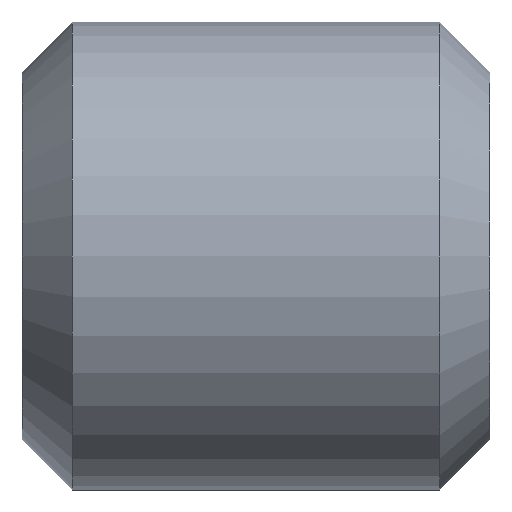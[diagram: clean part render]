
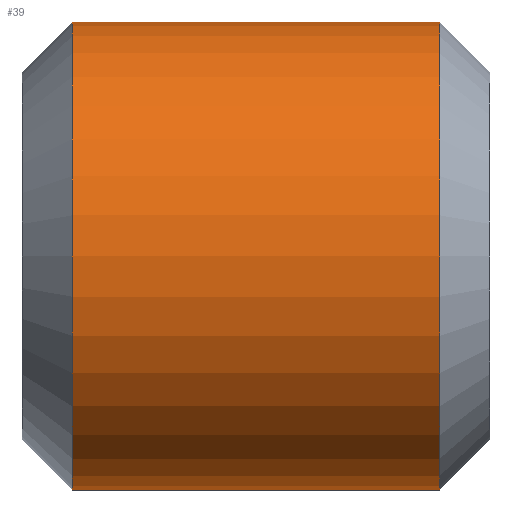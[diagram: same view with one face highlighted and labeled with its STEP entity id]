
A CAD part, front view. The second image highlights one B-rep face of the part: STEP entity #39.
In plain terms, the highlighted cylindrical face has radius 2 mm (diameter 4 mm), a full revolution.
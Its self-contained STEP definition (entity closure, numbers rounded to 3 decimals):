
#39 = ADVANCED_FACE( '', ( #84, #85 ), #86, .T. );
#84 = FACE_OUTER_BOUND( '', #136, .T. );
#85 = FACE_OUTER_BOUND( '', #137, .T. );
#86 = CYLINDRICAL_SURFACE( '', #138, 2. );
#136 = EDGE_LOOP( '', ( #184 ) );
#137 = EDGE_LOOP( '', ( #185 ) );
#138 = AXIS2_PLACEMENT_3D( '', #186, #187, #188 );
#184 = ORIENTED_EDGE( '', *, *, #280, .F. );
#185 = ORIENTED_EDGE( '', *, *, #281, .T. );
#186 = CARTESIAN_POINT( '', ( 5000., 0., 0. ) );
#187 = DIRECTION( '', ( -1., 0., 0. ) );
#188 = DIRECTION( '', ( 0., 0., -1. ) );
#280 = EDGE_CURVE( '', #319, #319, #320, .T. );
#281 = EDGE_CURVE( '', #321, #321, #322, .T. );
#319 = VERTEX_POINT( '', #372 );
#320 = CIRCLE( '', #373, 2. );
#321 = VERTEX_POINT( '', #374 );
#322 = CIRCLE( '', #375, 2. );
#372 = CARTESIAN_POINT( '', ( 3.571, 0., -2. ) );
#373 = AXIS2_PLACEMENT_3D( '', #443, #444, #445 );
#374 = CARTESIAN_POINT( '', ( 0.43, 0., -2. ) );
#375 = AXIS2_PLACEMENT_3D( '', #446, #447, #448 );
#443 = CARTESIAN_POINT( '', ( 3.571, 0., 0. ) );
#444 = DIRECTION( '', ( 1., 0., 0. ) );
#445 = DIRECTION( '', ( 0., 0., -1. ) );
#446 = CARTESIAN_POINT( '', ( 0.43, 0., 0. ) );
#447 = DIRECTION( '', ( 1., 0., 0. ) );
#448 = DIRECTION( '', ( 0., 0., -1. ) );
